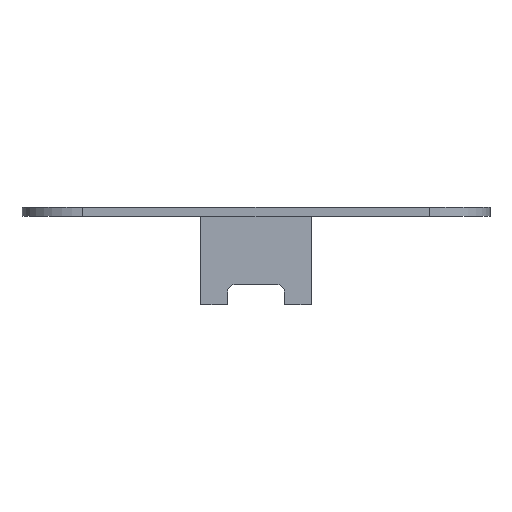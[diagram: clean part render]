
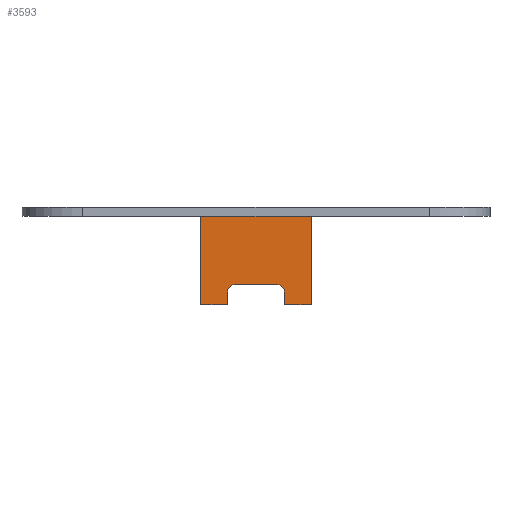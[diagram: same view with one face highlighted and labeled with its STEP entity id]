
A CAD part, front view. The second image highlights one B-rep face of the part: STEP entity #3593.
In plain terms, the highlighted planar face has unit normal (0, -1, 0).
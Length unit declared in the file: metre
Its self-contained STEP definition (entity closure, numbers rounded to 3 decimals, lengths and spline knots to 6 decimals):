
#173=LINE('',#5317,#469);
#258=LINE('',#5661,#554);
#259=LINE('',#5663,#555);
#261=LINE('',#5667,#557);
#262=LINE('',#5669,#558);
#263=LINE('',#5673,#559);
#264=LINE('',#5677,#560);
#265=LINE('',#5679,#561);
#469=VECTOR('',#4230,1.);
#554=VECTOR('',#4537,1.);
#555=VECTOR('',#4540,1.);
#557=VECTOR('',#4544,1.);
#558=VECTOR('',#4545,1.);
#559=VECTOR('',#4548,1.);
#560=VECTOR('',#4551,1.);
#561=VECTOR('',#4552,1.);
#1155=ORIENTED_EDGE('',*,*,#1967,.F.);
#1156=ORIENTED_EDGE('',*,*,#2127,.F.);
#1157=ORIENTED_EDGE('',*,*,#2130,.F.);
#1158=ORIENTED_EDGE('',*,*,#2131,.T.);
#1159=ORIENTED_EDGE('',*,*,#2132,.T.);
#1160=ORIENTED_EDGE('',*,*,#2133,.T.);
#1161=ORIENTED_EDGE('',*,*,#2134,.T.);
#1162=ORIENTED_EDGE('',*,*,#2135,.T.);
#1163=ORIENTED_EDGE('',*,*,#2136,.F.);
#1164=ORIENTED_EDGE('',*,*,#2128,.T.);
#1967=EDGE_CURVE('',#2521,#2522,#173,.T.);
#2127=EDGE_CURVE('',#2639,#2521,#258,.T.);
#2128=EDGE_CURVE('',#2640,#2522,#259,.T.);
#2130=EDGE_CURVE('',#2641,#2639,#261,.T.);
#2131=EDGE_CURVE('',#2641,#2642,#262,.T.);
#2132=EDGE_CURVE('',#2642,#2643,#2922,.F.);
#2133=EDGE_CURVE('',#2643,#2644,#263,.T.);
#2134=EDGE_CURVE('',#2644,#2645,#2923,.F.);
#2135=EDGE_CURVE('',#2645,#2646,#264,.T.);
#2136=EDGE_CURVE('',#2640,#2646,#265,.T.);
#2521=VERTEX_POINT('',#5316);
#2522=VERTEX_POINT('',#5318);
#2639=VERTEX_POINT('',#5660);
#2640=VERTEX_POINT('',#5664);
#2641=VERTEX_POINT('',#5668);
#2642=VERTEX_POINT('',#5670);
#2643=VERTEX_POINT('',#5672);
#2644=VERTEX_POINT('',#5674);
#2645=VERTEX_POINT('',#5676);
#2646=VERTEX_POINT('',#5678);
#2922=CIRCLE('',#3903,0.001314);
#2923=CIRCLE('',#3904,0.001314);
#3097=EDGE_LOOP('',(#1155,#1156,#1157,#1158,#1159,#1160,#1161,#1162,#1163,
#1164));
#3323=FACE_BOUND('',#3097,.T.);
#3501=PLANE('',#3902);
#3593=ADVANCED_FACE('',(#3323),#3501,.T.);
#3902=AXIS2_PLACEMENT_3D('',#5666,#4542,#4543);
#3903=AXIS2_PLACEMENT_3D('',#5671,#4546,#4547);
#3904=AXIS2_PLACEMENT_3D('',#5675,#4549,#4550);
#4230=DIRECTION('',(1.,0.,0.));
#4537=DIRECTION('',(0.,0.,1.));
#4540=DIRECTION('',(0.,0.,1.));
#4542=DIRECTION('',(0.,-1.,0.));
#4543=DIRECTION('',(0.,0.,-1.));
#4544=DIRECTION('',(-1.,0.,0.));
#4545=DIRECTION('',(0.,0.,1.));
#4546=DIRECTION('',(0.,-1.,0.));
#4547=DIRECTION('',(0.,0.,-1.));
#4548=DIRECTION('',(1.,0.,0.));
#4549=DIRECTION('',(0.,-1.,0.));
#4550=DIRECTION('',(0.,0.,-1.));
#4551=DIRECTION('',(0.,0.,-1.));
#4552=DIRECTION('',(-1.,0.,0.));
#5316=CARTESIAN_POINT('',(-0.009125,0.023061,0.));
#5317=CARTESIAN_POINT('',(0.,0.023061,0.));
#5318=CARTESIAN_POINT('',(0.009125,0.023061,0.));
#5660=CARTESIAN_POINT('',(-0.009125,0.023061,-0.014607));
#5661=CARTESIAN_POINT('',(-0.009125,0.023061,-0.01));
#5663=CARTESIAN_POINT('',(0.009125,0.023061,-0.01));
#5664=CARTESIAN_POINT('',(0.009125,0.023061,-0.014607));
#5666=CARTESIAN_POINT('',(0.,0.023061,-0.01));
#5667=CARTESIAN_POINT('',(-0.006913,0.023061,-0.014607));
#5668=CARTESIAN_POINT('',(-0.004701,0.023061,-0.014607));
#5669=CARTESIAN_POINT('',(-0.004701,0.023061,-0.01292));
#5670=CARTESIAN_POINT('',(-0.004701,0.023061,-0.012546));
#5671=CARTESIAN_POINT('',(-0.003386,0.023061,-0.012546));
#5672=CARTESIAN_POINT('',(-0.003386,0.023061,-0.011232));
#5673=CARTESIAN_POINT('',(-0.000001,0.023061,-0.011232));
#5674=CARTESIAN_POINT('',(0.003385,0.023061,-0.011232));
#5675=CARTESIAN_POINT('',(0.003385,0.023061,-0.012546));
#5676=CARTESIAN_POINT('',(0.004699,0.023061,-0.012546));
#5677=CARTESIAN_POINT('',(0.004699,0.023061,-0.01395));
#5678=CARTESIAN_POINT('',(0.004699,0.023061,-0.014607));
#5679=CARTESIAN_POINT('',(0.006912,0.023061,-0.014607));
